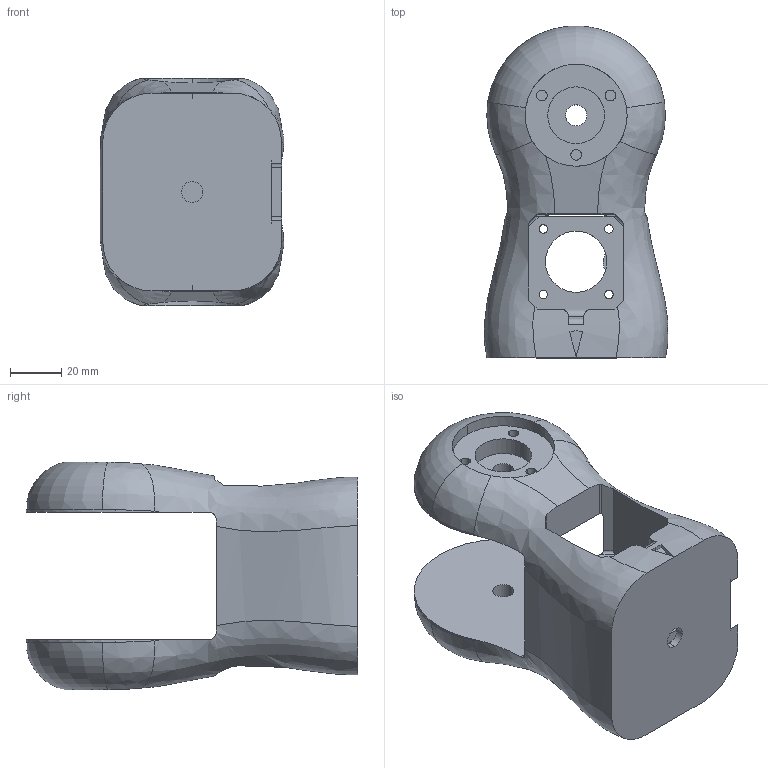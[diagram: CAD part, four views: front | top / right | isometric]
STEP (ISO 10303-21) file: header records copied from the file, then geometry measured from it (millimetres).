
FILE_DESCRIPTION (( 'STEP AP203' ), '1' );
FILE_NAME ('4M1D_Predeterminado_sldprt.STEP', '2024-02-29T15:19:41', ( '' ), ( '' ), 'SwSTEP 2.0', 'SolidWorks 2022', '' );
FILE_SCHEMA (( 'CONFIG_CONTROL_DESIGN' ));
Length unit declared in the file: millimetre
Products named in the file (1): 4M1D_Predeterminado_sldprt
Bounding box: 71.94 x 130 x 89.15 mm (x, y, z)
Volume: 261331 mm3; surface area: 56637 mm2
Topology: 1 solids, 1 shells, 197 faces, 525 edges, 344 vertices
Faces by surface type: cylinder 93, plane 69, bspline 27, torus 8
Entity records: 8738 total; most frequent: CARTESIAN_POINT 3972, ORIENTED_EDGE 1050, DIRECTION 862, EDGE_CURVE 525, VERTEX_POINT 344, AXIS2_PLACEMENT_3D 326, EDGE_LOOP 235, VECTOR 210
